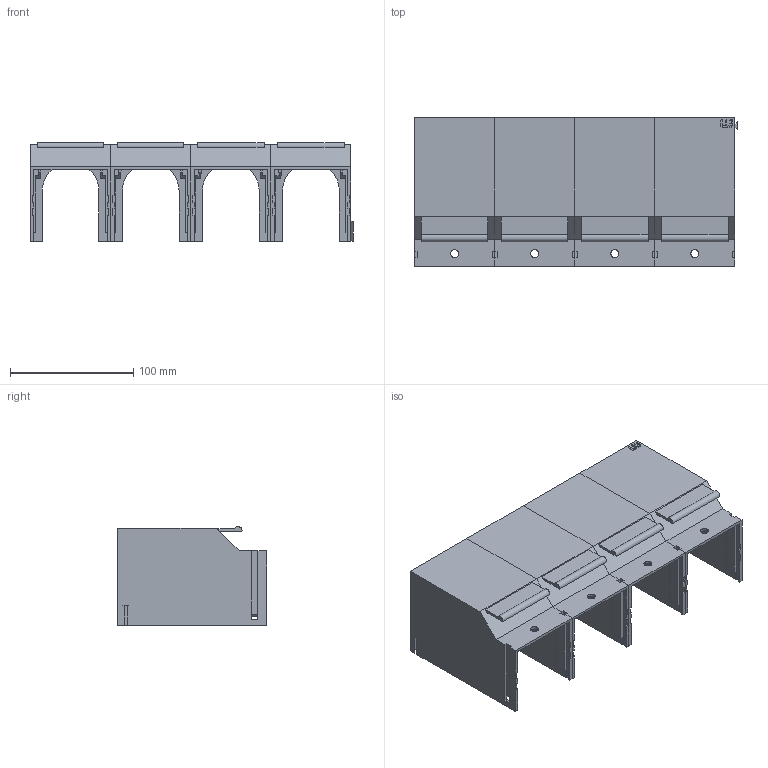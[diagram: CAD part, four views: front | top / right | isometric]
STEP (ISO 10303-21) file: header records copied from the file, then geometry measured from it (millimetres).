
FILE_DESCRIPTION((''),'2;1');
FILE_NAME('004661502_LBS_TS630-3P_ASM','2021-09-23T',('marketing.praksa'),('Audax d.o.o.'),'CREO PARAMETRIC BY PTC INC, 2017480','CREO PARAMETRIC BY PTC INC, 2017480','');
FILE_SCHEMA(('AUTOMOTIVE_DESIGN { 1 0 10303 214 1 1 1 1 }'));
Length unit declared in the file: millimetre
Products named in the file (8): 26943051_01_1; 26943051_02_1; 26943051_03_1; PRT9567_1_1; PRT9567_1_2; PRT9567_1_3; PRT9567_1_ASM; 004661502_LBS_TS630-3P_ASM
Assembly tree (8 placements, depth 3):
  004661502_LBS_TS630-3P_ASM
    26943051_01_1
    26943051_02_1  x2
    26943051_03_1
    PRT9567_1_ASM
      PRT9567_1_1
      PRT9567_1_2
      PRT9567_1_3
Bounding box: 262.05 x 121 x 80.25 mm (x, y, z)
Volume: 245812.3 mm3; surface area: 240622.6 mm2
Topology: 7 solids, 7 shells, 445 faces, 1336 edges, 896 vertices
Faces by surface type: plane 381, cylinder 64
Entity records: 16229 total; most frequent: CARTESIAN_POINT 2195, ORIENTED_EDGE 2148, DIRECTION 1970, PRESENTATION_STYLE_ASSIGNMENT 1124, STYLED_ITEM 1124, CURVE_STYLE 1074, EDGE_CURVE 1074, VECTOR 936
